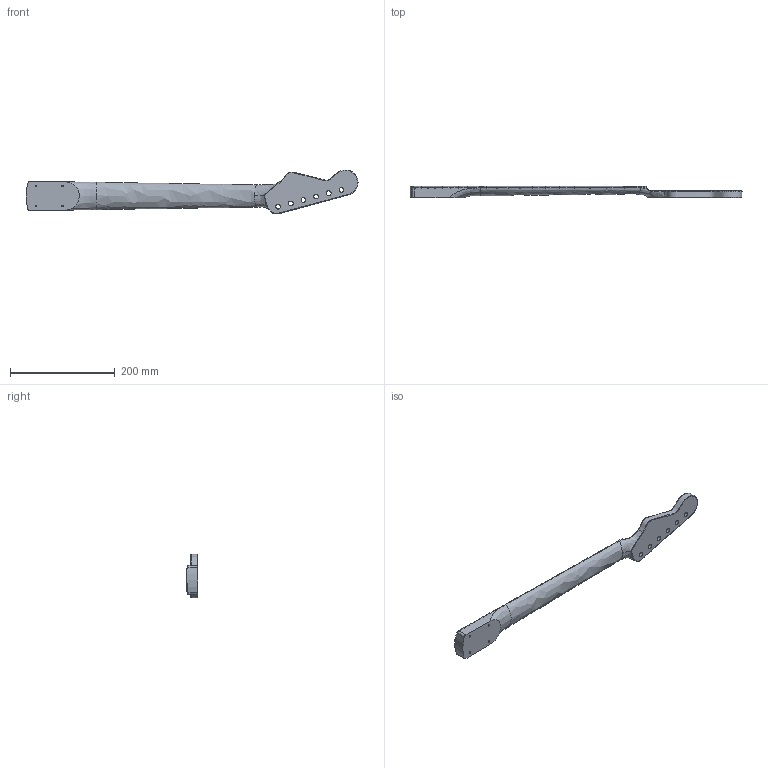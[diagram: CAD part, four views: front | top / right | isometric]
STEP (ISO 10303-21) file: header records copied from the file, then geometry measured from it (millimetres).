
FILE_DESCRIPTION (( 'STEP AP203' ), '1' );
FILE_NAME ('manche stratocaster AF.STEP', '2021-02-02T17:26:18', ( '' ), ( '' ), 'SwSTEP 2.0', 'SolidWorks 2020', '' );
FILE_SCHEMA (( 'CONFIG_CONTROL_DESIGN' ));
Length unit declared in the file: millimetre
Products named in the file (1): manche stratocaster AF
Bounding box: 633.81 x 22.07 x 84 mm (x, y, z)
Volume: 489003.7 mm3; surface area: 85326.2 mm2
Topology: 1 solids, 1 shells, 216 faces, 600 edges, 399 vertices
Faces by surface type: plane 107, cylinder 85, bspline 24
Entity records: 14395 total; most frequent: CARTESIAN_POINT 9329, ORIENTED_EDGE 1200, DIRECTION 836, EDGE_CURVE 600, VERTEX_POINT 399, AXIS2_PLACEMENT_3D 339, B_SPLINE_CURVE_WITH_KNOTS 248, EDGE_LOOP 241
